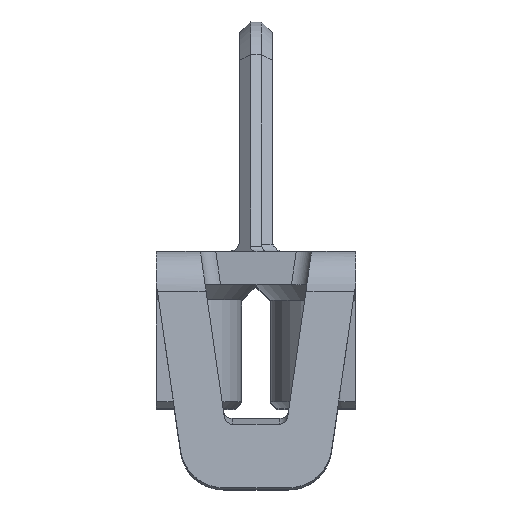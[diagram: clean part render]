
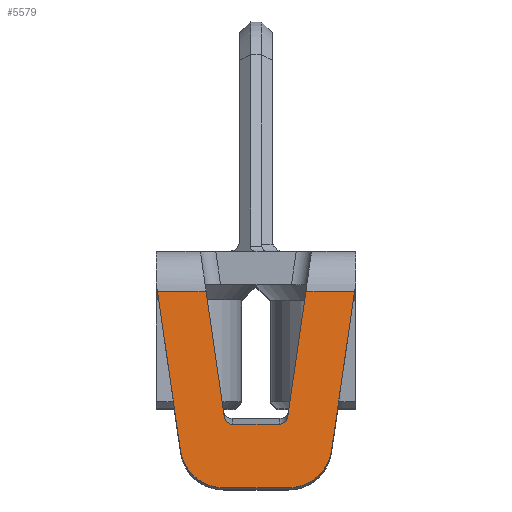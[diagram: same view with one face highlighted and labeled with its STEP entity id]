
A CAD part, top view. The second image highlights one B-rep face of the part: STEP entity #5579.
In plain terms, the highlighted planar face has unit normal (0, 0.087, 0.996).
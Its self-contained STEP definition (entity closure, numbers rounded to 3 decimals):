
#1668=CARTESIAN_POINT('',(-4.503,-0.326,
28.16));
#1673=DIRECTION('',(0.143,-0.986,0.086));
#1674=VECTOR('',#1673,7.364);
#1675=CARTESIAN_POINT('',(-4.503,-0.326,
28.16));
#1676=LINE('',#1675,#1674);
#1891=DIRECTION('',(0.143,0.986,-0.086));
#1892=VECTOR('',#1891,7.364);
#1893=CARTESIAN_POINT('',(3.451,-7.587,28.795));
#1894=LINE('',#1893,#1892);
#1898=CARTESIAN_POINT('',(4.503,-0.326,
28.16));
#2040=CARTESIAN_POINT('',(-3.451,-7.587,
28.795));
#2041=CARTESIAN_POINT('',(-3.41,-7.872,
28.82));
#2042=CARTESIAN_POINT('',(-3.23,-8.33,
28.86));
#2043=CARTESIAN_POINT('',(-2.805,-8.838,
28.904));
#2044=CARTESIAN_POINT('',(-2.24,-9.187,
28.935));
#2045=CARTESIAN_POINT('',(-1.761,-9.3,28.945));
#2046=CARTESIAN_POINT('',(-1.472,-9.3,28.945));
#2048=DIRECTION('',(-1.,0.,0.));
#2049=VECTOR('',#2048,2.223);
#2050=CARTESIAN_POINT('',(-2.28,-0.326,
28.16));
#2051=LINE('',#2050,#2049);
#2052=DIRECTION('',(0.143,-0.986,0.086));
#2053=VECTOR('',#2052,5.801);
#2054=CARTESIAN_POINT('',(-2.28,-0.326,
28.16));
#2055=LINE('',#2054,#2053);
#2056=DIRECTION('',(1.,0.,0.));
#2057=VECTOR('',#2056,2.106);
#2058=CARTESIAN_POINT('',(-1.053,-6.4,28.691));
#2059=LINE('',#2058,#2057);
#2060=DIRECTION('',(0.143,0.986,-0.086));
#2061=VECTOR('',#2060,5.801);
#2062=CARTESIAN_POINT('',(1.451,-6.046,28.66));
#2063=LINE('',#2062,#2061);
#2064=DIRECTION('',(-1.,0.,0.));
#2065=VECTOR('',#2064,2.223);
#2066=CARTESIAN_POINT('',(4.503,-0.326,
28.16));
#2067=LINE('',#2066,#2065);
#2068=CARTESIAN_POINT('',(1.472,-9.3,28.945));
#2069=CARTESIAN_POINT('',(1.761,-9.3,28.945));
#2070=CARTESIAN_POINT('',(2.24,-9.187,28.935));
#2071=CARTESIAN_POINT('',(2.805,-8.838,28.904));
#2072=CARTESIAN_POINT('',(3.23,-8.33,28.86));
#2073=CARTESIAN_POINT('',(3.41,-7.872,28.82));
#2074=CARTESIAN_POINT('',(3.451,-7.587,28.795));
#2134=CARTESIAN_POINT('',(-1.053,-6.4,28.691));
#2135=CARTESIAN_POINT('',(-1.171,-6.4,28.691));
#2136=CARTESIAN_POINT('',(-1.332,-6.315,
28.684));
#2137=CARTESIAN_POINT('',(-1.435,-6.162,
28.67));
#2138=CARTESIAN_POINT('',(-1.451,-6.046,
28.66));
#2152=CARTESIAN_POINT('',(1.451,-6.046,28.66));
#2153=CARTESIAN_POINT('',(1.435,-6.162,28.67));
#2154=CARTESIAN_POINT('',(1.332,-6.315,28.684));
#2155=CARTESIAN_POINT('',(1.171,-6.4,28.691));
#2156=CARTESIAN_POINT('',(1.053,-6.4,28.691));
#2243=DIRECTION('',(1.,0.,0.));
#2244=VECTOR('',#2243,2.943);
#2245=CARTESIAN_POINT('',(-1.472,-9.3,28.945));
#2246=LINE('',#2245,#2244);
#2319=VERTEX_POINT('',#2134);
#2320=VERTEX_POINT('',#2138);
#2321=VERTEX_POINT('',#2152);
#2322=VERTEX_POINT('',#2156);
#2562=VERTEX_POINT('',#1898);
#2563=CARTESIAN_POINT('',(2.28,-0.326,
28.16));
#2564=VERTEX_POINT('',#2563);
#2565=VERTEX_POINT('',#1668);
#2569=CARTESIAN_POINT('',(-2.28,-0.326,
28.16));
#2570=VERTEX_POINT('',#2569);
#2682=VERTEX_POINT('',#2040);
#2683=VERTEX_POINT('',#2046);
#2691=CARTESIAN_POINT('',(1.472,-9.3,28.945));
#2692=VERTEX_POINT('',#2691);
#2693=VERTEX_POINT('',#2074);
#5553=CARTESIAN_POINT('',(4.55,1.5,28.));
#5554=DIRECTION('',(0.,0.087,0.996));
#5555=DIRECTION('',(0.,-0.996,0.087));
#5556=AXIS2_PLACEMENT_3D('',#5553,#5554,#5555);
#5557=PLANE('',#5556);
#5558=ORIENTED_EDGE('',*,*,#5542,.F.);
#5559=ORIENTED_EDGE('',*,*,#5161,.F.);
#5560=ORIENTED_EDGE('',*,*,#2837,.F.);
#5562=ORIENTED_EDGE('',*,*,#5561,.T.);
#5564=ORIENTED_EDGE('',*,*,#5563,.F.);
#5566=ORIENTED_EDGE('',*,*,#5565,.T.);
#5568=ORIENTED_EDGE('',*,*,#5567,.F.);
#5570=ORIENTED_EDGE('',*,*,#5569,.T.);
#5572=ORIENTED_EDGE('',*,*,#5571,.F.);
#5573=ORIENTED_EDGE('',*,*,#5361,.F.);
#5574=ORIENTED_EDGE('',*,*,#5502,.F.);
#5576=ORIENTED_EDGE('',*,*,#5575,.F.);
#5577=EDGE_LOOP('',(#5558,#5559,#5560,#5562,#5564,#5566,#5568,#5570,#5572,#5573,
#5574,#5576));
#5578=FACE_OUTER_BOUND('',#5577,.F.);
#5579=ADVANCED_FACE('',(#5578),#5557,.T.);
#2047=B_SPLINE_CURVE_WITH_KNOTS('',3,(#2040,#2041,#2042,#2043,#2044,#2045,
#2046),.UNSPECIFIED.,.F.,.F.,(4,1,1,1,4),(0.,0.25,0.5,0.75,1.),
.UNSPECIFIED.);
#2075=B_SPLINE_CURVE_WITH_KNOTS('',3,(#2068,#2069,#2070,#2071,#2072,#2073,
#2074),.UNSPECIFIED.,.F.,.F.,(4,1,1,1,4),(0.,0.25,0.5,0.75,1.),
.UNSPECIFIED.);
#2139=B_SPLINE_CURVE_WITH_KNOTS('',3,(#2134,#2135,#2136,#2137,#2138),
.UNSPECIFIED.,.F.,.F.,(4,1,4),(0.,0.5,1.),.UNSPECIFIED.);
#2157=B_SPLINE_CURVE_WITH_KNOTS('',3,(#2152,#2153,#2154,#2155,#2156),
.UNSPECIFIED.,.F.,.F.,(4,1,4),(0.,0.5,1.),.UNSPECIFIED.);
#2837=EDGE_CURVE('',#2570,#2565,#2051,.T.);
#5161=EDGE_CURVE('',#2565,#2682,#1676,.T.);
#5361=EDGE_CURVE('',#2693,#2562,#1894,.T.);
#5502=EDGE_CURVE('',#2692,#2693,#2075,.T.);
#5542=EDGE_CURVE('',#2682,#2683,#2047,.T.);
#5561=EDGE_CURVE('',#2570,#2320,#2055,.T.);
#5563=EDGE_CURVE('',#2319,#2320,#2139,.T.);
#5565=EDGE_CURVE('',#2319,#2322,#2059,.T.);
#5567=EDGE_CURVE('',#2321,#2322,#2157,.T.);
#5569=EDGE_CURVE('',#2321,#2564,#2063,.T.);
#5571=EDGE_CURVE('',#2562,#2564,#2067,.T.);
#5575=EDGE_CURVE('',#2683,#2692,#2246,.T.);
